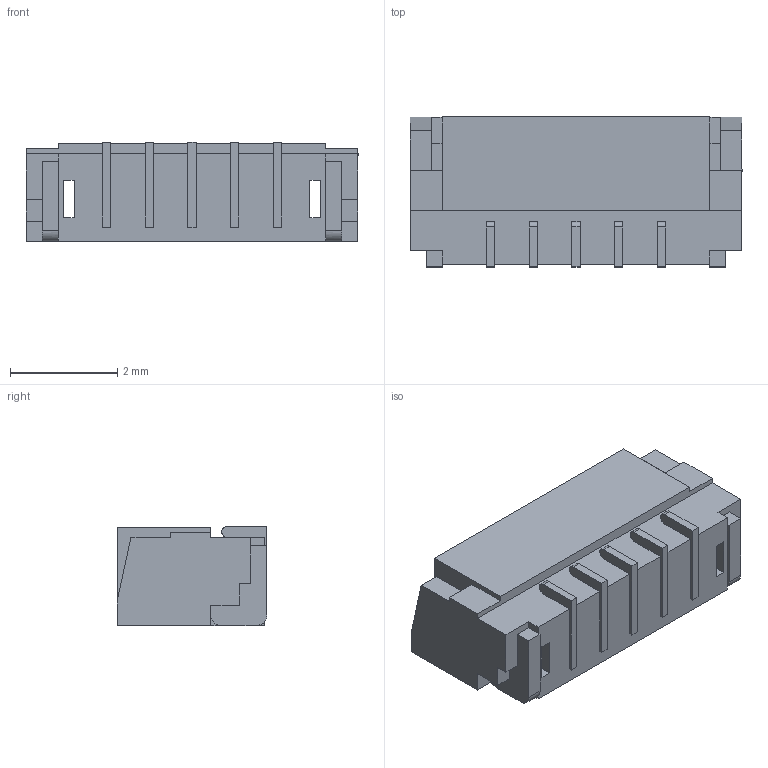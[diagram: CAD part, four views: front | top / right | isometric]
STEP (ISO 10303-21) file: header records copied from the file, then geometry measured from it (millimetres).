
FILE_DESCRIPTION (( 'STEP AP214' ), '1' );
FILE_NAME ('FWF08001-S05S13W5M-REF .STEP', '2025-10-15T00:57:50', ( '' ), ( '' ), 'SwSTEP 2.0', 'SolidWorks 2021', '' );
FILE_SCHEMA (( 'AUTOMOTIVE_DESIGN' ));
Length unit declared in the file: millimetre
Products named in the file (1): FWF08001-S05S13W5M-REF 
Bounding box: 6.2 x 2.8 x 1.85 mm (x, y, z)
Volume: 17.1 mm3; surface area: 104.5 mm2
Topology: 1 solids, 1 shells, 153 faces, 431 edges, 284 vertices
Faces by surface type: plane 144, cylinder 9
Entity records: 4887 total; most frequent: CARTESIAN_POINT 869, ORIENTED_EDGE 862, DIRECTION 759, EDGE_CURVE 431, VECTOR 411, LINE 411, VERTEX_POINT 284, AXIS2_PLACEMENT_3D 174
